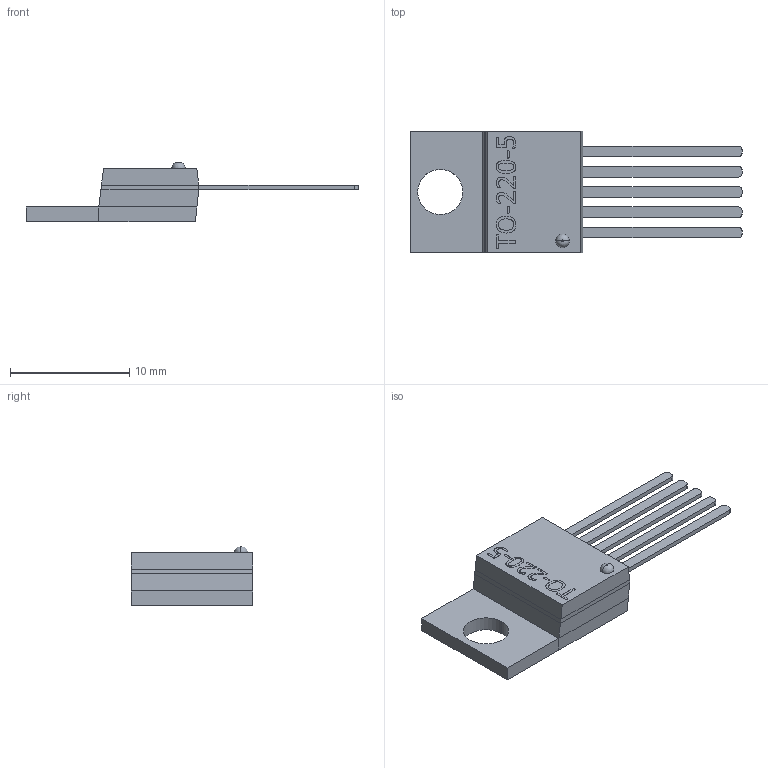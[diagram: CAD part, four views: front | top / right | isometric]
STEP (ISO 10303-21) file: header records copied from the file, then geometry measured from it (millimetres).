
FILE_DESCRIPTION (( 'STEP AP214' ), '1' );
FILE_NAME ('User Library-to-220-5 v2.STEP', '2012-04-03T15:21:11', ( 'sysAdmin' ), ( 'SolidWorks' ), 'SwSTEP 2.0', 'SolidWorks 2012', '' );
FILE_SCHEMA (( 'AUTOMOTIVE_DESIGN' ));
Length unit declared in the file: millimetre
Products named in the file (1): User Library-to-220-5 v2
Bounding box: 27.82 x 10.16 x 4.95 mm (x, y, z)
Volume: 452.1 mm3; surface area: 1164.3 mm2
Topology: 19 solids, 19 shells, 178 faces, 420 edges, 280 vertices
Faces by surface type: plane 99, bspline 65, cylinder 12, torus 2
Entity records: 9902 total; most frequent: CARTESIAN_POINT 4520, ORIENTED_EDGE 840, DIRECTION 548, EDGE_CURVE 420, VERTEX_POINT 280, VECTOR 260, LINE 260, EDGE_LOOP 184
